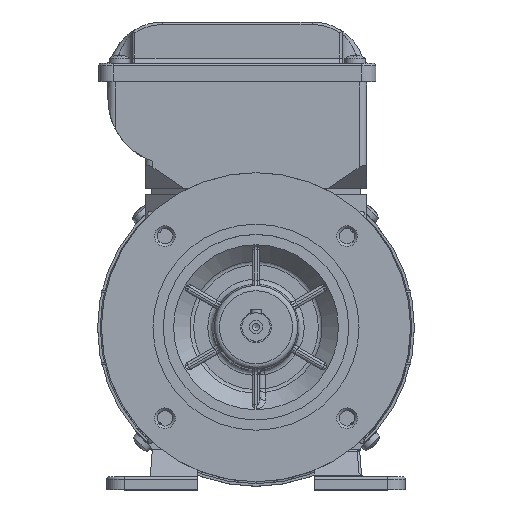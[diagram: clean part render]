
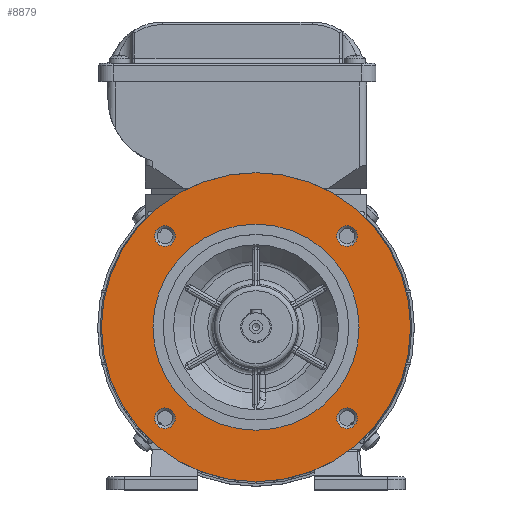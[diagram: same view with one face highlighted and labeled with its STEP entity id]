
A CAD part, top view. The second image highlights one B-rep face of the part: STEP entity #8879.
In plain terms, the highlighted planar face has unit normal (0, 0, 1).
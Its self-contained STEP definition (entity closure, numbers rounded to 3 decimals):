
#3858=FACE_BOUND('',#14961,.T.);
#3859=FACE_BOUND('',#14962,.T.);
#3860=FACE_BOUND('',#14963,.T.);
#3861=FACE_BOUND('',#14964,.T.);
#3862=FACE_BOUND('',#14965,.T.);
#3863=FACE_BOUND('',#14966,.T.);
#5402=CIRCLE('',#47935,4.);
#5412=CIRCLE('',#47951,4.);
#5422=CIRCLE('',#47967,4.);
#5432=CIRCLE('',#47983,4.);
#5433=CIRCLE('',#47985,60.);
#5434=CIRCLE('',#47986,40.);
#8879=ADVANCED_FACE('',(#3858,#3859,#3860,#3861,#3862,#3863),#10351,.F.);
#10351=PLANE('',#47987);
#14961=EDGE_LOOP('',(#25619));
#14962=EDGE_LOOP('',(#25620));
#14963=EDGE_LOOP('',(#25621));
#14964=EDGE_LOOP('',(#25622));
#14965=EDGE_LOOP('',(#25623));
#14966=EDGE_LOOP('',(#25624));
#25619=ORIENTED_EDGE('',*,*,#37297,.F.);
#25620=ORIENTED_EDGE('',*,*,#37307,.F.);
#25621=ORIENTED_EDGE('',*,*,#37317,.F.);
#25622=ORIENTED_EDGE('',*,*,#37327,.F.);
#25623=ORIENTED_EDGE('',*,*,#37328,.F.);
#25624=ORIENTED_EDGE('',*,*,#37329,.T.);
#31450=VERTEX_POINT('',#81090);
#31458=VERTEX_POINT('',#81114);
#31466=VERTEX_POINT('',#81138);
#31474=VERTEX_POINT('',#81162);
#31475=VERTEX_POINT('',#81165);
#31476=VERTEX_POINT('',#81167);
#37297=EDGE_CURVE('',#31450,#31450,#5402,.T.);
#37307=EDGE_CURVE('',#31458,#31458,#5412,.T.);
#37317=EDGE_CURVE('',#31466,#31466,#5422,.T.);
#37327=EDGE_CURVE('',#31474,#31474,#5432,.T.);
#37328=EDGE_CURVE('',#31475,#31475,#5433,.T.);
#37329=EDGE_CURVE('',#31476,#31476,#5434,.T.);
#47935=AXIS2_PLACEMENT_3D('',#81089,#57786,#57787);
#47951=AXIS2_PLACEMENT_3D('',#81113,#57818,#57819);
#47967=AXIS2_PLACEMENT_3D('',#81137,#57850,#57851);
#47983=AXIS2_PLACEMENT_3D('',#81161,#57882,#57883);
#47985=AXIS2_PLACEMENT_3D('',#81164,#57886,#57887);
#47986=AXIS2_PLACEMENT_3D('',#81166,#57888,#57889);
#47987=AXIS2_PLACEMENT_3D('',#81168,#57890,#57891);
#57786=DIRECTION('',(0.,0.,1.));
#57787=DIRECTION('',(0.,1.,0.));
#57818=DIRECTION('',(0.,0.,1.));
#57819=DIRECTION('',(-1.,0.,0.));
#57850=DIRECTION('',(0.,0.,1.));
#57851=DIRECTION('',(0.,-1.,0.));
#57882=DIRECTION('',(0.,0.,1.));
#57883=DIRECTION('',(1.,0.,0.));
#57886=DIRECTION('',(0.,0.,-1.));
#57887=DIRECTION('',(0.,-1.,0.));
#57888=DIRECTION('',(0.,0.,-1.));
#57889=DIRECTION('',(-1.,0.,0.));
#57890=DIRECTION('',(0.,0.,-1.));
#57891=DIRECTION('',(0.,1.,0.));
#81089=CARTESIAN_POINT('',(311.065,324.966,-387.303));
#81090=CARTESIAN_POINT('',(311.065,328.966,-387.303));
#81113=CARTESIAN_POINT('',(381.775,324.966,-387.303));
#81114=CARTESIAN_POINT('',(377.775,324.966,-387.303));
#81137=CARTESIAN_POINT('',(381.775,395.677,-387.303));
#81138=CARTESIAN_POINT('',(381.775,391.677,-387.303));
#81161=CARTESIAN_POINT('',(311.065,395.677,-387.303));
#81162=CARTESIAN_POINT('',(315.065,395.677,-387.303));
#81164=CARTESIAN_POINT('',(346.42,360.322,-387.303));
#81165=CARTESIAN_POINT('',(346.42,300.322,-387.303));
#81166=CARTESIAN_POINT('',(346.42,360.322,-387.303));
#81167=CARTESIAN_POINT('',(306.42,360.322,-387.303));
#81168=CARTESIAN_POINT('',(270.857,283.976,-387.303));
